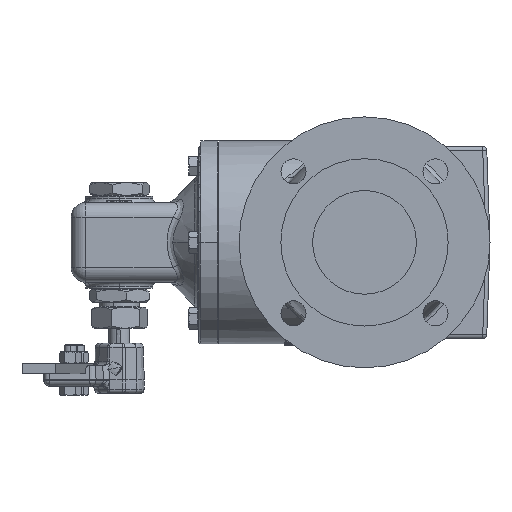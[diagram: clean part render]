
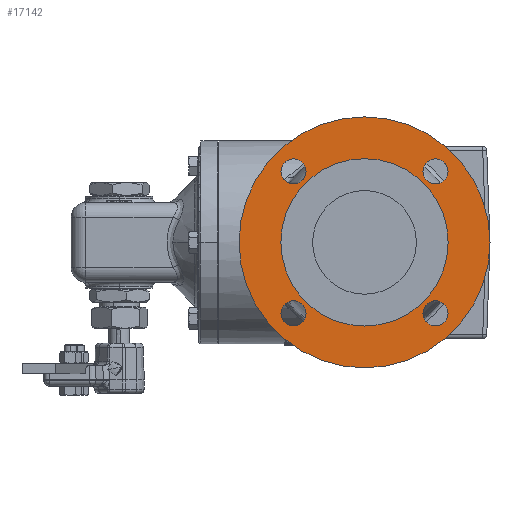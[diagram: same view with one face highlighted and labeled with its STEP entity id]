
A CAD part, left-side view. The second image highlights one B-rep face of the part: STEP entity #17142.
In plain terms, the highlighted planar face has unit normal (-1, 0, 0).
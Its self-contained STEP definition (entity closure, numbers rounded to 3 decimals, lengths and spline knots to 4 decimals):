
#103 = DIRECTION ( 'NONE',  ( 1., 0., 0. ) ) ;
#330 = DIRECTION ( 'NONE',  ( -1., 0., 0. ) ) ;
#2455 = DIRECTION ( 'NONE',  ( 0., 1., 0. ) ) ;
#2652 = DIRECTION ( 'NONE',  ( 0., 0., 1. ) ) ;
#2992 = CARTESIAN_POINT ( 'NONE',  ( -6.0315, -1.7463, -2.1213 ) ) ;
#3057 = DIRECTION ( 'NONE',  ( 1., 0., 0. ) ) ;
#3092 = DIRECTION ( 'NONE',  ( 0., 0., -1. ) ) ;
#3214 = DIRECTION ( 'NONE',  ( -1., 0., 0. ) ) ;
#3261 = CIRCLE ( 'NONE', #25198, 0.375 ) ;
#3473 = PLANE ( 'NONE',  #34858 ) ;
#4024 = FACE_BOUND ( 'NONE', #25992, .T. ) ;
#4120 = DIRECTION ( 'NONE',  ( 1., 0., 0. ) ) ;
#4401 = EDGE_LOOP ( 'NONE', ( #19895, #38764 ) ) ;
#4758 = VERTEX_POINT ( 'NONE', #23827 ) ;
#5761 = AXIS2_PLACEMENT_3D ( 'NONE', #25437, #56727, #29956 ) ;
#6697 = AXIS2_PLACEMENT_3D ( 'NONE', #39584, #35641, #42473 ) ;
#7268 = EDGE_CURVE ( 'NONE', #32867, #22452, #12190, .T. ) ;
#7971 = CARTESIAN_POINT ( 'NONE',  ( -6.0315, 2.5, 0. ) ) ;
#9045 = ORIENTED_EDGE ( 'NONE', *, *, #45352, .F. ) ;
#9511 = VERTEX_POINT ( 'NONE', #19238 ) ;
#11036 = AXIS2_PLACEMENT_3D ( 'NONE', #55935, #29141, #2455 ) ;
#11295 = ORIENTED_EDGE ( 'NONE', *, *, #48561, .F. ) ;
#12190 = CIRCLE ( 'NONE', #6697, 0.375 ) ;
#12577 = CARTESIAN_POINT ( 'NONE',  ( -6.0315, 2.1213, 2.1213 ) ) ;
#13431 = CIRCLE ( 'NONE', #32965, 2.5 ) ;
#17142 = ADVANCED_FACE ( 'NONE', ( #23600, #20108, #30558, #29153, #39689, #4024 ), #3473, .T. ) ;
#17879 = ORIENTED_EDGE ( 'NONE', *, *, #35829, .F. ) ;
#18037 = CIRCLE ( 'NONE', #5761, 0.375 ) ;
#19238 = CARTESIAN_POINT ( 'NONE',  ( -6.0315, 0., -2.5 ) ) ;
#19704 = VERTEX_POINT ( 'NONE', #31704 ) ;
#19740 = DIRECTION ( 'NONE',  ( 0., 0., 1. ) ) ;
#19895 = ORIENTED_EDGE ( 'NONE', *, *, #29769, .T. ) ;
#20108 = FACE_BOUND ( 'NONE', #28468, .T. ) ;
#21375 = CARTESIAN_POINT ( 'NONE',  ( -6.0315, -2.4963, -2.1213 ) ) ;
#21618 = CARTESIAN_POINT ( 'NONE',  ( -6.0315, 0., 0. ) ) ;
#21620 = EDGE_LOOP ( 'NONE', ( #54444, #33422 ) ) ;
#22024 = ORIENTED_EDGE ( 'NONE', *, *, #43240, .F. ) ;
#22452 = VERTEX_POINT ( 'NONE', #2992 ) ;
#23244 = CARTESIAN_POINT ( 'NONE',  ( -6.0315, -2.1213, 2.4963 ) ) ;
#23600 = FACE_BOUND ( 'NONE', #40852, .T. ) ;
#23827 = CARTESIAN_POINT ( 'NONE',  ( -6.0315, 2.1213, -1.7463 ) ) ;
#24266 = EDGE_CURVE ( 'NONE', #22452, #32867, #39878, .T. ) ;
#24754 = DIRECTION ( 'NONE',  ( -1., 0., 0. ) ) ;
#24863 = CIRCLE ( 'NONE', #50081, 2.5 ) ;
#25198 = AXIS2_PLACEMENT_3D ( 'NONE', #12577, #103, #40817 ) ;
#25437 = CARTESIAN_POINT ( 'NONE',  ( -6.0315, -2.1213, 2.1213 ) ) ;
#25698 = AXIS2_PLACEMENT_3D ( 'NONE', #29937, #3214, #34472 ) ;
#25992 = EDGE_LOOP ( 'NONE', ( #11295, #17879 ) ) ;
#26081 = DIRECTION ( 'NONE',  ( 0., 0., 1. ) ) ;
#26532 = CIRCLE ( 'NONE', #32452, 0.375 ) ;
#27009 = CARTESIAN_POINT ( 'NONE',  ( -6.0315, 2.1213, -2.1213 ) ) ;
#27304 = EDGE_CURVE ( 'NONE', #51605, #51122, #57133, .T. ) ;
#27624 = CARTESIAN_POINT ( 'NONE',  ( -6.0315, 2.1213, -2.4963 ) ) ;
#28468 = EDGE_LOOP ( 'NONE', ( #49070, #28494 ) ) ;
#28494 = ORIENTED_EDGE ( 'NONE', *, *, #27304, .T. ) ;
#28513 = CARTESIAN_POINT ( 'NONE',  ( -6.0315, 0., 2.5 ) ) ;
#29141 = DIRECTION ( 'NONE',  ( 1., 0., 0. ) ) ;
#29153 = FACE_BOUND ( 'NONE', #35833, .T. ) ;
#29366 = DIRECTION ( 'NONE',  ( 1., 0., 0. ) ) ;
#29769 = EDGE_CURVE ( 'NONE', #47380, #54438, #3261, .T. ) ;
#29776 = CARTESIAN_POINT ( 'NONE',  ( -6.0315, 0., 0. ) ) ;
#29937 = CARTESIAN_POINT ( 'NONE',  ( -6.0315, 2.1213, -2.1213 ) ) ;
#29956 = DIRECTION ( 'NONE',  ( 0., 0., 1. ) ) ;
#30118 = VERTEX_POINT ( 'NONE', #27624 ) ;
#30558 = FACE_BOUND ( 'NONE', #4401, .T. ) ;
#30591 = VERTEX_POINT ( 'NONE', #28513 ) ;
#30598 = CIRCLE ( 'NONE', #25698, 0.375 ) ;
#30962 = VERTEX_POINT ( 'NONE', #34874 ) ;
#31548 = DIRECTION ( 'NONE',  ( 0., 0., 1. ) ) ;
#31704 = CARTESIAN_POINT ( 'NONE',  ( -6.0315, 0., 3.75 ) ) ;
#32452 = AXIS2_PLACEMENT_3D ( 'NONE', #27009, #330, #31548 ) ;
#32867 = VERTEX_POINT ( 'NONE', #21375 ) ;
#32965 = AXIS2_PLACEMENT_3D ( 'NONE', #21618, #52883, #26081 ) ;
#33422 = ORIENTED_EDGE ( 'NONE', *, *, #34302, .F. ) ;
#34302 = EDGE_CURVE ( 'NONE', #30962, #19704, #55413, .T. ) ;
#34309 = DIRECTION ( 'NONE',  ( 0., 0., 1. ) ) ;
#34472 = DIRECTION ( 'NONE',  ( 0., 0., 1. ) ) ;
#34858 = AXIS2_PLACEMENT_3D ( 'NONE', #7971, #47989, #3092 ) ;
#34874 = CARTESIAN_POINT ( 'NONE',  ( -6.0315, 0., -3.75 ) ) ;
#35641 = DIRECTION ( 'NONE',  ( 1., 0., 0. ) ) ;
#35829 = EDGE_CURVE ( 'NONE', #9511, #30591, #13431, .T. ) ;
#35833 = EDGE_LOOP ( 'NONE', ( #22024, #9045 ) ) ;
#37331 = DIRECTION ( 'NONE',  ( 1., 0., 0. ) ) ;
#38764 = ORIENTED_EDGE ( 'NONE', *, *, #54662, .T. ) ;
#39278 = EDGE_CURVE ( 'NONE', #51122, #51605, #18037, .T. ) ;
#39584 = CARTESIAN_POINT ( 'NONE',  ( -6.0315, -2.1213, -2.1213 ) ) ;
#39689 = FACE_OUTER_BOUND ( 'NONE', #21620, .T. ) ;
#39878 = CIRCLE ( 'NONE', #53406, 0.375 ) ;
#40331 = CARTESIAN_POINT ( 'NONE',  ( -6.0315, -2.1213, -2.1213 ) ) ;
#40359 = CARTESIAN_POINT ( 'NONE',  ( -6.0315, 1.7463, 2.1213 ) ) ;
#40817 = DIRECTION ( 'NONE',  ( 0., 1., 0. ) ) ;
#40852 = EDGE_LOOP ( 'NONE', ( #55030, #48917 ) ) ;
#42473 = DIRECTION ( 'NONE',  ( 0., -1., 0. ) ) ;
#42829 = CARTESIAN_POINT ( 'NONE',  ( -6.0315, 2.4963, 2.1213 ) ) ;
#43240 = EDGE_CURVE ( 'NONE', #4758, #30118, #26532, .T. ) ;
#44144 = CARTESIAN_POINT ( 'NONE',  ( -6.0315, -2.1213, 1.7463 ) ) ;
#45172 = CIRCLE ( 'NONE', #47868, 3.75 ) ;
#45352 = EDGE_CURVE ( 'NONE', #30118, #4758, #30598, .T. ) ;
#45565 = CARTESIAN_POINT ( 'NONE',  ( -6.0315, -2.1213, 2.1213 ) ) ;
#47380 = VERTEX_POINT ( 'NONE', #42829 ) ;
#47868 = AXIS2_PLACEMENT_3D ( 'NONE', #29776, #3057, #34309 ) ;
#47989 = DIRECTION ( 'NONE',  ( -1., 0., 0. ) ) ;
#48561 = EDGE_CURVE ( 'NONE', #30591, #9511, #24863, .T. ) ;
#48917 = ORIENTED_EDGE ( 'NONE', *, *, #24266, .T. ) ;
#49046 = EDGE_CURVE ( 'NONE', #19704, #30962, #45172, .T. ) ;
#49070 = ORIENTED_EDGE ( 'NONE', *, *, #39278, .T. ) ;
#49368 = AXIS2_PLACEMENT_3D ( 'NONE', #45565, #37331, #19740 ) ;
#50081 = AXIS2_PLACEMENT_3D ( 'NONE', #51530, #24754, #56047 ) ;
#50486 = AXIS2_PLACEMENT_3D ( 'NONE', #56139, #29366, #2652 ) ;
#51122 = VERTEX_POINT ( 'NONE', #23244 ) ;
#51530 = CARTESIAN_POINT ( 'NONE',  ( -6.0315, 0., 0. ) ) ;
#51605 = VERTEX_POINT ( 'NONE', #44144 ) ;
#51821 = DIRECTION ( 'NONE',  ( 0., -1., 0. ) ) ;
#52883 = DIRECTION ( 'NONE',  ( -1., 0., 0. ) ) ;
#53406 = AXIS2_PLACEMENT_3D ( 'NONE', #40331, #4120, #51821 ) ;
#54438 = VERTEX_POINT ( 'NONE', #40359 ) ;
#54444 = ORIENTED_EDGE ( 'NONE', *, *, #49046, .F. ) ;
#54662 = EDGE_CURVE ( 'NONE', #54438, #47380, #55706, .T. ) ;
#55030 = ORIENTED_EDGE ( 'NONE', *, *, #7268, .T. ) ;
#55413 = CIRCLE ( 'NONE', #50486, 3.75 ) ;
#55706 = CIRCLE ( 'NONE', #11036, 0.375 ) ;
#55935 = CARTESIAN_POINT ( 'NONE',  ( -6.0315, 2.1213, 2.1213 ) ) ;
#56047 = DIRECTION ( 'NONE',  ( 0., 0., 1. ) ) ;
#56139 = CARTESIAN_POINT ( 'NONE',  ( -6.0315, 0., 0. ) ) ;
#56727 = DIRECTION ( 'NONE',  ( 1., 0., 0. ) ) ;
#57133 = CIRCLE ( 'NONE', #49368, 0.375 ) ;
